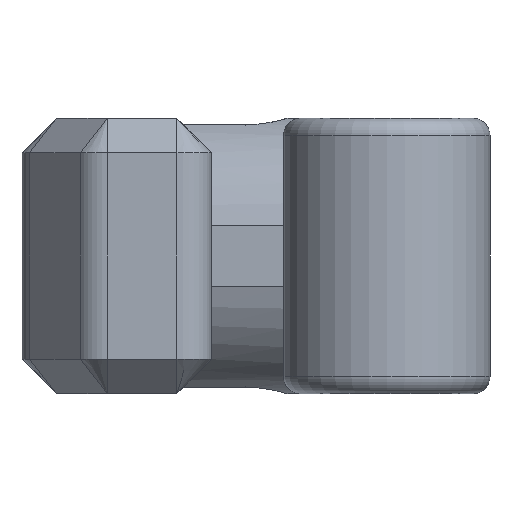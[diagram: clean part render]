
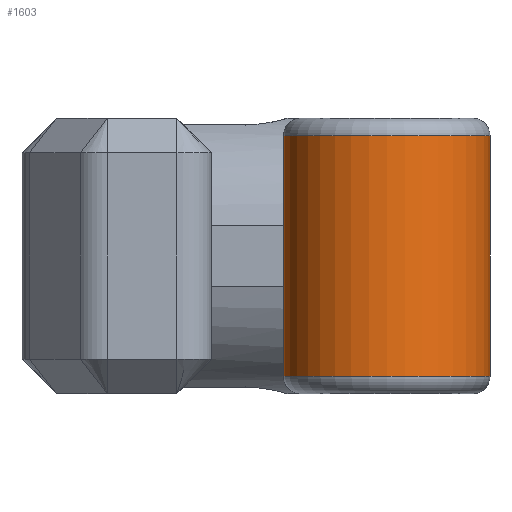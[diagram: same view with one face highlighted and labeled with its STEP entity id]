
A CAD part, front view. The second image highlights one B-rep face of the part: STEP entity #1603.
In plain terms, the highlighted cylindrical face has radius 3 mm (diameter 6 mm), a partial arc.
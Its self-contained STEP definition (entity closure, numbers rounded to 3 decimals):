
#210=LINE('',#2665,#375);
#213=LINE('',#2675,#378);
#375=VECTOR('',#2083,1000.);
#378=VECTOR('',#2092,1000.);
#447=CYLINDRICAL_SURFACE('',#1754,3.);
#494=FACE_OUTER_BOUND('',#597,.T.);
#597=EDGE_LOOP('',(#1264,#1265,#1266,#1267));
#703=CIRCLE('',#1755,3.);
#704=CIRCLE('',#1756,3.);
#836=VERTEX_POINT('',#2663);
#837=VERTEX_POINT('',#2664);
#840=VERTEX_POINT('',#2673);
#841=VERTEX_POINT('',#2674);
#997=EDGE_CURVE('',#836,#837,#210,.T.);
#1002=EDGE_CURVE('',#840,#841,#213,.T.);
#1003=EDGE_CURVE('',#840,#836,#703,.T.);
#1004=EDGE_CURVE('',#837,#841,#704,.T.);
#1264=ORIENTED_EDGE('',*,*,#1002,.F.);
#1265=ORIENTED_EDGE('',*,*,#1003,.T.);
#1266=ORIENTED_EDGE('',*,*,#997,.T.);
#1267=ORIENTED_EDGE('',*,*,#1004,.T.);
#1603=ADVANCED_FACE('',(#494),#447,.T.);
#1754=AXIS2_PLACEMENT_3D('',#2672,#2090,#2091);
#1755=AXIS2_PLACEMENT_3D('',#2676,#2093,#2094);
#1756=AXIS2_PLACEMENT_3D('',#2677,#2095,#2096);
#2083=DIRECTION('',(0.,0.,-1.));
#2090=DIRECTION('center_axis',(0.,0.,-1.));
#2091=DIRECTION('ref_axis',(-1.,0.,0.));
#2092=DIRECTION('',(0.,0.,-1.));
#2093=DIRECTION('center_axis',(0.,0.,-1.));
#2094=DIRECTION('ref_axis',(1.,0.,0.));
#2095=DIRECTION('center_axis',(0.,0.,1.));
#2096=DIRECTION('ref_axis',(1.,0.,0.));
#2663=CARTESIAN_POINT('',(7.6,-5.263,3.5));
#2664=CARTESIAN_POINT('',(7.6,-5.263,-3.5));
#2665=CARTESIAN_POINT('',(7.6,-5.263,4.));
#2672=CARTESIAN_POINT('Origin',(10.6,-5.263,4.));
#2673=CARTESIAN_POINT('',(13.6,-5.263,3.5));
#2674=CARTESIAN_POINT('',(13.6,-5.263,-3.5));
#2675=CARTESIAN_POINT('',(13.6,-5.263,4.));
#2676=CARTESIAN_POINT('Origin',(10.6,-5.263,3.5));
#2677=CARTESIAN_POINT('Origin',(10.6,-5.263,-3.5));
